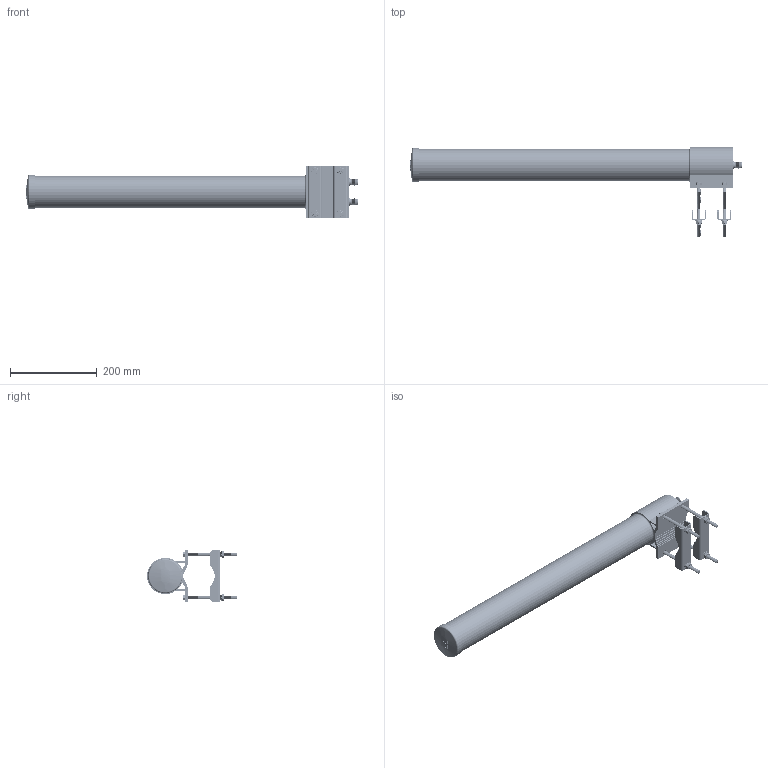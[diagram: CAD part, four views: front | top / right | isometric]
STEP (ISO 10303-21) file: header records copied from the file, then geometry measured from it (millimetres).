
FILE_DESCRIPTION (( 'STEP AP214' ), '1' );
FILE_NAME ('FM51OM1009_3D.step', '2022-12-30T18:26:41', ( '' ), ( '' ), 'SwSTEP 2.0', 'SolidWorks 2022', '' );
FILE_SCHEMA (( 'AUTOMOTIVE_DESIGN' ));
Length unit declared in the file: inch
Products named in the file (7): Copy of HG2458-06DPU2_Bracket^FM51OM1009; FM51OM1009_3D; Copy of HG2458-06DPU2_ANTENNA^FM51OM1009; Copy of M8-1.25_HexNut^FM51OM1009; Copy of M8-1.25x120mm^FM51OM1009; Copy of M8_LockWasher^FM51OM1009; Copy of M8_FlatWasher^FM51OM1009
Assembly tree (19 placements, depth 2):
  FM51OM1009_3D
    Copy of HG2458-06DPU2_ANTENNA^FM51OM1009
    Copy of M8-1.25x120mm^FM51OM1009  x4
    Copy of M8_FlatWasher^FM51OM1009  x4
    Copy of M8_LockWasher^FM51OM1009  x4
    Copy of M8-1.25_HexNut^FM51OM1009  x4
    Copy of HG2458-06DPU2_Bracket^FM51OM1009  x2
Bounding box: 766.52 x 207.3 x 117.91 mm (x, y, z)
Volume: 3547095.5 mm3; surface area: 284817.6 mm2
Topology: 19 solids, 19 shells, 3302 faces, 6871 edges, 3623 vertices
Faces by surface type: cone 2792, plane 298, cylinder 124, torus 80, sphere 8
Entity records: 41179 total; most frequent: DIRECTION 5730, CARTESIAN_POINT 5347, ORIENTED_EDGE 4806, EDGE_CURVE 2403, AXIS2_PLACEMENT_3D 2228, VERTEX_POINT 1321, LINE 1274, VECTOR 1274
